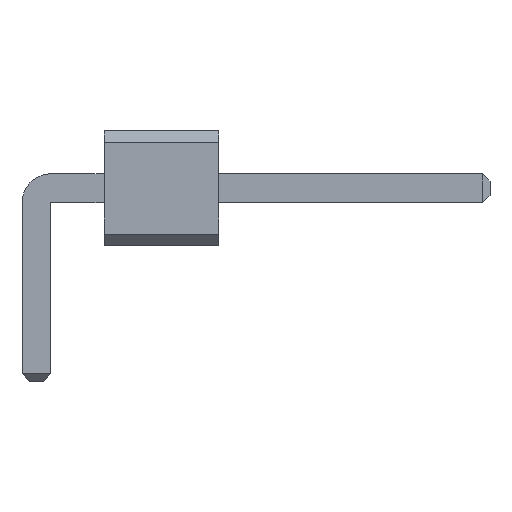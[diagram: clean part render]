
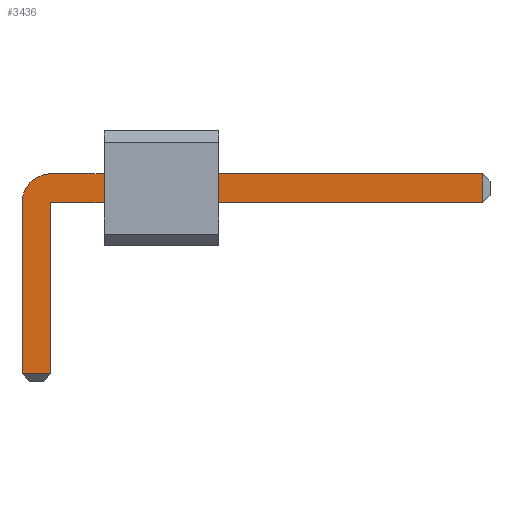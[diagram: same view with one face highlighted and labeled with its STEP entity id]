
A CAD part, front view. The second image highlights one B-rep face of the part: STEP entity #3436.
In plain terms, the highlighted planar face has unit normal (0, -1, 0).
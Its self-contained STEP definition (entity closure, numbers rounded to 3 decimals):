
#13=DIRECTION('',(0.,0.,1.));
#1525=VECTOR('',#13,1.);
#3236=VECTOR('',#3237,1.);
#3237=DIRECTION('',(1.,0.,0.));
#3243=VECTOR('',#3244,1.);
#3244=DIRECTION('',(0.,0.,-1.));
#3251=VECTOR('',#3252,1.);
#3252=DIRECTION('',(-1.,0.,0.));
#3273=DIRECTION('',(-0.,1.,0.));
#3277=DIRECTION('',(0.,1.,0.));
#3278=DIRECTION('',(1.,0.,0.));
#3285=VERTEX_POINT('',#3286);
#3286=CARTESIAN_POINT('',(0.32,-63.82,1.59));
#3288=ORIENTED_EDGE('',*,*,#3289,.T.);
#3289=EDGE_CURVE('',#3285,#3290,#3292,.T.);
#3290=VERTEX_POINT('',#3291);
#3291=CARTESIAN_POINT('',(9.88,-63.82,1.59));
#3292=LINE('',#3293,#3236);
#3293=CARTESIAN_POINT('',(-0.32,-63.82,1.59));
#3331=EDGE_CURVE('',#3332,#3285,#3334,.T.);
#3332=VERTEX_POINT('',#3333);
#3333=CARTESIAN_POINT('',(-0.32,-63.82,0.95));
#3334=CIRCLE('',#3335,0.64);
#3335=AXIS2_PLACEMENT_3D('',#3336,#3273,#3244);
#3336=CARTESIAN_POINT('',(0.32,-63.82,0.95));
#3348=VERTEX_POINT('',#3349);
#3349=CARTESIAN_POINT('',(9.88,-63.82,0.95));
#3351=ORIENTED_EDGE('',*,*,#3352,.T.);
#3352=EDGE_CURVE('',#3348,#3353,#3354,.T.);
#3353=VERTEX_POINT('',#3336);
#3354=LINE('',#3355,#3251);
#3355=CARTESIAN_POINT('',(10.04,-63.82,0.95));
#3367=VERTEX_POINT('',#3368);
#3368=CARTESIAN_POINT('',(-0.32,-63.82,-2.84));
#3370=ORIENTED_EDGE('',*,*,#3371,.T.);
#3371=EDGE_CURVE('',#3367,#3332,#3372,.T.);
#3372=LINE('',#3373,#1525);
#3373=CARTESIAN_POINT('',(-0.32,-63.82,-3.));
#3381=ORIENTED_EDGE('',*,*,#3382,.T.);
#3382=EDGE_CURVE('',#3353,#3383,#3385,.T.);
#3383=VERTEX_POINT('',#3384);
#3384=CARTESIAN_POINT('',(0.32,-63.82,-2.84));
#3385=LINE('',#3336,#3243);
#3436=ADVANCED_FACE('',(#3437),#3446,.F.);
#3437=FACE_BOUND('',#3438,.F.);
#3438=EDGE_LOOP('',(#3288,#3439,#3351,#3381,#3442,#3370,#3445));
#3439=ORIENTED_EDGE('',*,*,#3440,.T.);
#3440=EDGE_CURVE('',#3290,#3348,#3441,.T.);
#3441=LINE('',#3291,#3243);
#3442=ORIENTED_EDGE('',*,*,#3443,.T.);
#3443=EDGE_CURVE('',#3383,#3367,#3444,.T.);
#3444=LINE('',#3384,#3251);
#3445=ORIENTED_EDGE('',*,*,#3331,.T.);
#3446=PLANE('',#3447);
#3447=AXIS2_PLACEMENT_3D('',#3448,#3277,#3278);
#3448=CARTESIAN_POINT('',(3.576,-63.82,0.579));
